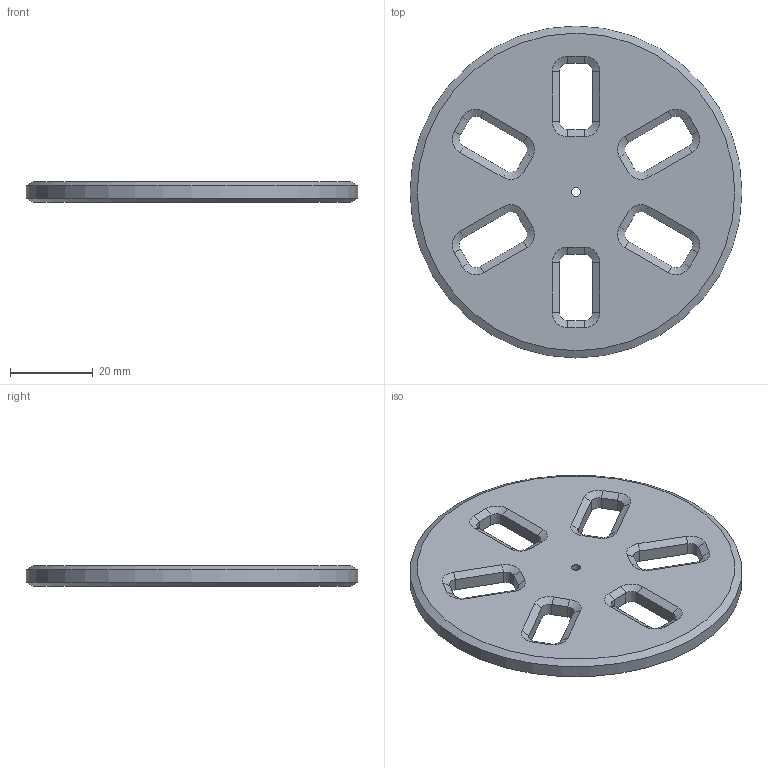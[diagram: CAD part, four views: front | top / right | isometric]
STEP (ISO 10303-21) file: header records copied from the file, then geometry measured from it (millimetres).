
FILE_DESCRIPTION(('FreeCAD Model'),'2;1');
FILE_NAME('Open CASCADE Shape Model','2024-03-29T20:04:06',(''),(''), 'Open CASCADE STEP processor 7.6','FreeCAD','Unknown');
FILE_SCHEMA(('AUTOMOTIVE_DESIGN { 1 0 10303 214 1 1 1 1 }'));
Length unit declared in the file: millimetre
Products named in the file (1): Маховик
Bounding box: 80 x 80 x 5 mm (x, y, z)
Volume: 20446.9 mm3; surface area: 10434 mm2
Topology: 1 solids, 1 shells, 150 faces, 346 edges, 198 vertices
Faces by surface type: plane 74, cone 50, cylinder 26
Full cylindrical faces by diameter (mm): 2.2 x1, 80 x1
Entity records: 8415 total; most frequent: CARTESIAN_POINT 1873, DIRECTION 1081, ORIENTED_EDGE 692, PCURVE 692, DEFINITIONAL_REPRESENTATION 692, LINE 548, VECTOR 548, EDGE_CURVE 346
